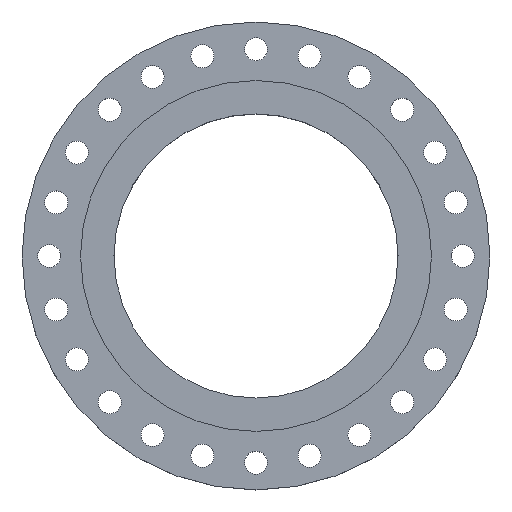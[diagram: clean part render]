
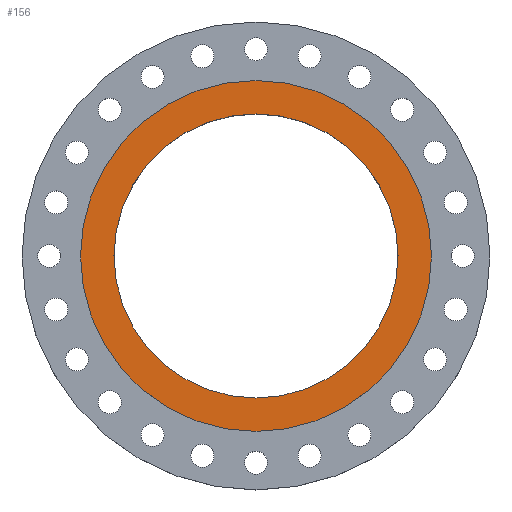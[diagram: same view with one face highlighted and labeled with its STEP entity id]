
A CAD part, top view. The second image highlights one B-rep face of the part: STEP entity #156.
In plain terms, the highlighted planar face has unit normal (0, 0, 1).
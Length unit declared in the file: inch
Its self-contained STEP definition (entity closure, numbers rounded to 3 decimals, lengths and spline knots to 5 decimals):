
#12 = ORIENTED_EDGE ( 'NONE', *, *, #2221, .F. ) ;
#127 = CARTESIAN_POINT ( 'NONE',  ( 0., 0., 0. ) ) ;
#156 = ADVANCED_FACE ( 'NONE', ( #198, #215 ), #2218, .F. ) ;
#177 = EDGE_CURVE ( 'NONE', #329, #908, #1064, .T. ) ;
#198 = FACE_BOUND ( 'NONE', #268, .T. ) ;
#215 = FACE_OUTER_BOUND ( 'NONE', #454, .T. ) ;
#222 = CIRCLE ( 'NONE', #288, 8.5 ) ;
#242 = DIRECTION ( 'NONE',  ( 0., 0., 1. ) ) ;
#257 = VERTEX_POINT ( 'NONE', #1988 ) ;
#268 = EDGE_LOOP ( 'NONE', ( #1730, #12 ) ) ;
#287 = EDGE_CURVE ( 'NONE', #257, #2090, #1173, .T. ) ;
#288 = AXIS2_PLACEMENT_3D ( 'NONE', #127, #829, #2272 ) ;
#329 = VERTEX_POINT ( 'NONE', #1469 ) ;
#417 = CARTESIAN_POINT ( 'NONE',  ( 0., 0., 0. ) ) ;
#423 = CARTESIAN_POINT ( 'NONE',  ( 0., 0., 0. ) ) ;
#427 = DIRECTION ( 'NONE',  ( 1., 0., 0. ) ) ;
#454 = EDGE_LOOP ( 'NONE', ( #524, #943 ) ) ;
#524 = ORIENTED_EDGE ( 'NONE', *, *, #1741, .T. ) ;
#635 = CARTESIAN_POINT ( 'NONE',  ( -8.5, 0., 0. ) ) ;
#767 = DIRECTION ( 'NONE',  ( -1., 0., 0. ) ) ;
#829 = DIRECTION ( 'NONE',  ( 0., 0., 1. ) ) ;
#908 = VERTEX_POINT ( 'NONE', #635 ) ;
#943 = ORIENTED_EDGE ( 'NONE', *, *, #287, .T. ) ;
#964 = CARTESIAN_POINT ( 'NONE',  ( 0., 8.5, 0. ) ) ;
#1064 = CIRCLE ( 'NONE', #1594, 8.5 ) ;
#1107 = AXIS2_PLACEMENT_3D ( 'NONE', #417, #242, #427 ) ;
#1130 = DIRECTION ( 'NONE',  ( 1., 0., 0. ) ) ;
#1173 = CIRCLE ( 'NONE', #1107, 10.5 ) ;
#1375 = CARTESIAN_POINT ( 'NONE',  ( 0., 0., 0. ) ) ;
#1469 = CARTESIAN_POINT ( 'NONE',  ( 8.5, 0., 0. ) ) ;
#1473 = DIRECTION ( 'NONE',  ( 0., 0., 1. ) ) ;
#1499 = DIRECTION ( 'NONE',  ( 0., 0., -1. ) ) ;
#1502 = CARTESIAN_POINT ( 'NONE',  ( 10.5, 0., 0. ) ) ;
#1589 = DIRECTION ( 'NONE',  ( 1., 0., 0. ) ) ;
#1594 = AXIS2_PLACEMENT_3D ( 'NONE', #423, #1473, #1130 ) ;
#1641 = AXIS2_PLACEMENT_3D ( 'NONE', #1375, #2134, #1589 ) ;
#1730 = ORIENTED_EDGE ( 'NONE', *, *, #177, .F. ) ;
#1741 = EDGE_CURVE ( 'NONE', #2090, #257, #2043, .T. ) ;
#1988 = CARTESIAN_POINT ( 'NONE',  ( -10.5, 0., 0. ) ) ;
#2043 = CIRCLE ( 'NONE', #1641, 10.5 ) ;
#2090 = VERTEX_POINT ( 'NONE', #1502 ) ;
#2134 = DIRECTION ( 'NONE',  ( 0., 0., 1. ) ) ;
#2198 = AXIS2_PLACEMENT_3D ( 'NONE', #964, #1499, #767 ) ;
#2218 = PLANE ( 'NONE',  #2198 ) ;
#2221 = EDGE_CURVE ( 'NONE', #908, #329, #222, .T. ) ;
#2272 = DIRECTION ( 'NONE',  ( 1., 0., 0. ) ) ;
